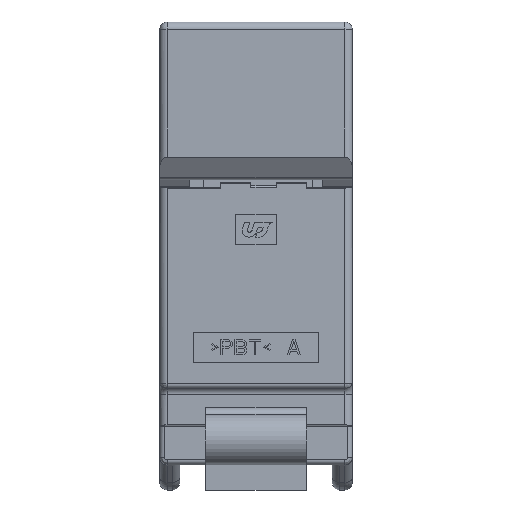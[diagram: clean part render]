
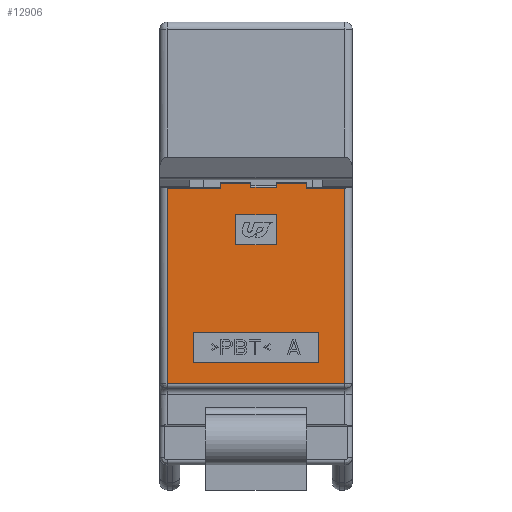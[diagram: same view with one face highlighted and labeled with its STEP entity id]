
A CAD part, front view. The second image highlights one B-rep face of the part: STEP entity #12906.
In plain terms, the highlighted planar face has unit normal (0, -1, 0).
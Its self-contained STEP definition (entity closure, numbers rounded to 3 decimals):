
#3468=CARTESIAN_POINT('',(3.55,-2.15,-6.65));
#3475=DIRECTION('',(1.,0.,0.));
#3476=VECTOR('',#3475,5.);
#3477=CARTESIAN_POINT('',(-2.5,-2.15,-13.6));
#3478=LINE('',#3477,#3476);
#3479=DIRECTION('',(0.,0.,1.));
#3480=VECTOR('',#3479,1.2);
#3481=CARTESIAN_POINT('',(2.5,-2.15,-13.6));
#3482=LINE('',#3481,#3480);
#3483=DIRECTION('',(-1.,0.,0.));
#3484=VECTOR('',#3483,5.);
#3485=CARTESIAN_POINT('',(2.5,-2.15,-12.4));
#3486=LINE('',#3485,#3484);
#3487=DIRECTION('',(0.,0.,-1.));
#3488=VECTOR('',#3487,1.2);
#3489=CARTESIAN_POINT('',(-2.5,-2.15,-12.4));
#3490=LINE('',#3489,#3488);
#3491=DIRECTION('',(1.,0.,0.));
#3492=VECTOR('',#3491,1.6);
#3493=CARTESIAN_POINT('',(-0.8,-2.15,-8.9));
#3494=LINE('',#3493,#3492);
#3495=DIRECTION('',(0.,0.,1.));
#3496=VECTOR('',#3495,1.2);
#3497=CARTESIAN_POINT('',(0.8,-2.15,-8.9));
#3498=LINE('',#3497,#3496);
#3499=DIRECTION('',(-1.,0.,0.));
#3500=VECTOR('',#3499,1.6);
#3501=CARTESIAN_POINT('',(0.8,-2.15,-7.7));
#3502=LINE('',#3501,#3500);
#3503=DIRECTION('',(0.,0.,-1.));
#3504=VECTOR('',#3503,1.2);
#3505=CARTESIAN_POINT('',(-0.8,-2.15,-7.7));
#3506=LINE('',#3505,#3504);
#3883=DIRECTION('',(-1.,0.,0.));
#3884=VECTOR('',#3883,1.2);
#3885=CARTESIAN_POINT('',(2.,-2.15,-6.45));
#3886=LINE('',#3885,#3884);
#3887=DIRECTION('',(-1.,0.,0.));
#3888=VECTOR('',#3887,1.55);
#3889=CARTESIAN_POINT('',(3.55,-2.15,-6.65));
#3890=LINE('',#3889,#3888);
#3891=DIRECTION('',(0.,0.,-1.));
#3892=VECTOR('',#3891,7.813);
#3893=CARTESIAN_POINT('',(3.55,-2.15,-6.65));
#3894=LINE('',#3893,#3892);
#3895=DIRECTION('',(1.,0.,0.));
#3896=VECTOR('',#3895,7.1);
#3897=CARTESIAN_POINT('',(-3.55,-2.15,
-14.463));
#3898=LINE('',#3897,#3896);
#3899=DIRECTION('',(0.,0.,1.));
#3900=VECTOR('',#3899,7.813);
#3901=CARTESIAN_POINT('',(-3.55,-2.15,
-14.463));
#3902=LINE('',#3901,#3900);
#3903=DIRECTION('',(-1.,0.,0.));
#3904=VECTOR('',#3903,2.15);
#3905=CARTESIAN_POINT('',(-1.4,-2.15,-6.65));
#3906=LINE('',#3905,#3904);
#3907=DIRECTION('',(-1.,0.,0.));
#3908=VECTOR('',#3907,1.2);
#3909=CARTESIAN_POINT('',(-0.2,-2.15,-6.45));
#3910=LINE('',#3909,#3908);
#3911=DIRECTION('',(-1.,0.,0.));
#3912=VECTOR('',#3911,1.);
#3913=CARTESIAN_POINT('',(0.8,-2.15,-6.6));
#3914=LINE('',#3913,#3912);
#5142=DIRECTION('',(0.,0.,-1.));
#5143=VECTOR('',#5142,0.15);
#5144=CARTESIAN_POINT('',(0.8,-2.15,-6.45));
#5145=LINE('',#5144,#5143);
#5162=DIRECTION('',(0.,0.,1.));
#5163=VECTOR('',#5162,0.2);
#5164=CARTESIAN_POINT('',(2.,-2.15,-6.65));
#5165=LINE('',#5164,#5163);
#5205=DIRECTION('',(0.,0.,1.));
#5206=VECTOR('',#5205,0.15);
#5207=CARTESIAN_POINT('',(-0.2,-2.15,-6.6));
#5208=LINE('',#5207,#5206);
#5231=DIRECTION('',(0.,0.,-1.));
#5232=VECTOR('',#5231,0.2);
#5233=CARTESIAN_POINT('',(-1.4,-2.15,-6.45));
#5234=LINE('',#5233,#5232);
#5248=CARTESIAN_POINT('',(-3.55,-2.15,-6.65));
#6618=CARTESIAN_POINT('',(-2.5,-2.15,-13.6));
#6619=CARTESIAN_POINT('',(2.5,-2.15,-13.6));
#6620=VERTEX_POINT('',#6618);
#6621=VERTEX_POINT('',#6619);
#6622=CARTESIAN_POINT('',(2.5,-2.15,-12.4));
#6623=VERTEX_POINT('',#6622);
#6624=CARTESIAN_POINT('',(-2.5,-2.15,-12.4));
#6625=VERTEX_POINT('',#6624);
#6626=CARTESIAN_POINT('',(-0.8,-2.15,-8.9));
#6627=CARTESIAN_POINT('',(0.8,-2.15,-8.9));
#6628=VERTEX_POINT('',#6626);
#6629=VERTEX_POINT('',#6627);
#6630=CARTESIAN_POINT('',(0.8,-2.15,-7.7));
#6631=VERTEX_POINT('',#6630);
#6632=CARTESIAN_POINT('',(-0.8,-2.15,-7.7));
#6633=VERTEX_POINT('',#6632);
#7100=CARTESIAN_POINT('',(-3.55,-2.15,
-14.463));
#7101=CARTESIAN_POINT('',(3.55,-2.15,
-14.463));
#7102=VERTEX_POINT('',#7100);
#7103=VERTEX_POINT('',#7101);
#7654=CARTESIAN_POINT('',(0.8,-2.15,-6.45));
#7656=VERTEX_POINT('',#7654);
#7660=CARTESIAN_POINT('',(2.,-2.15,-6.45));
#7661=VERTEX_POINT('',#7660);
#7662=CARTESIAN_POINT('',(-1.4,-2.15,-6.45));
#7664=VERTEX_POINT('',#7662);
#7668=CARTESIAN_POINT('',(-0.2,-2.15,-6.45));
#7669=VERTEX_POINT('',#7668);
#7674=CARTESIAN_POINT('',(0.8,-2.15,-6.6));
#7675=CARTESIAN_POINT('',(-0.2,-2.15,-6.6));
#7676=VERTEX_POINT('',#7674);
#7677=VERTEX_POINT('',#7675);
#7678=VERTEX_POINT('',#5248);
#7682=CARTESIAN_POINT('',(-1.4,-2.15,-6.65));
#7683=VERTEX_POINT('',#7682);
#7688=VERTEX_POINT('',#3468);
#7689=CARTESIAN_POINT('',(2.,-2.15,-6.65));
#7690=VERTEX_POINT('',#7689);
#12857=CARTESIAN_POINT('',(3.85,-2.15,-6.55));
#12858=DIRECTION('',(0.,-1.,0.));
#12859=DIRECTION('',(0.,0.,-1.));
#12860=AXIS2_PLACEMENT_3D('',#12857,#12858,#12859);
#12861=PLANE('',#12860);
#12863=ORIENTED_EDGE('',*,*,#12862,.F.);
#12865=ORIENTED_EDGE('',*,*,#12864,.F.);
#12866=ORIENTED_EDGE('',*,*,#12606,.F.);
#12867=ORIENTED_EDGE('',*,*,#12594,.T.);
#12869=ORIENTED_EDGE('',*,*,#12868,.F.);
#12871=ORIENTED_EDGE('',*,*,#12870,.T.);
#12873=ORIENTED_EDGE('',*,*,#12872,.F.);
#12875=ORIENTED_EDGE('',*,*,#12874,.F.);
#12877=ORIENTED_EDGE('',*,*,#12876,.F.);
#12879=ORIENTED_EDGE('',*,*,#12878,.F.);
#12881=ORIENTED_EDGE('',*,*,#12880,.F.);
#12883=ORIENTED_EDGE('',*,*,#12882,.F.);
#12884=EDGE_LOOP('',(#12863,#12865,#12866,#12867,#12869,#12871,#12873,#12875,
#12877,#12879,#12881,#12883));
#12885=FACE_OUTER_BOUND('',#12884,.F.);
#12887=ORIENTED_EDGE('',*,*,#12886,.T.);
#12889=ORIENTED_EDGE('',*,*,#12888,.T.);
#12891=ORIENTED_EDGE('',*,*,#12890,.T.);
#12893=ORIENTED_EDGE('',*,*,#12892,.T.);
#12894=EDGE_LOOP('',(#12887,#12889,#12891,#12893));
#12895=FACE_BOUND('',#12894,.F.);
#12897=ORIENTED_EDGE('',*,*,#12896,.T.);
#12899=ORIENTED_EDGE('',*,*,#12898,.T.);
#12901=ORIENTED_EDGE('',*,*,#12900,.T.);
#12903=ORIENTED_EDGE('',*,*,#12902,.T.);
#12904=EDGE_LOOP('',(#12897,#12899,#12901,#12903));
#12905=FACE_BOUND('',#12904,.F.);
#12906=ADVANCED_FACE('',(#12885,#12895,#12905),#12861,.T.);
#12594=EDGE_CURVE('',#7688,#7103,#3894,.T.);
#12606=EDGE_CURVE('',#7688,#7690,#3890,.T.);
#12862=EDGE_CURVE('',#7661,#7656,#3886,.T.);
#12864=EDGE_CURVE('',#7690,#7661,#5165,.T.);
#12868=EDGE_CURVE('',#7102,#7103,#3898,.T.);
#12870=EDGE_CURVE('',#7102,#7678,#3902,.T.);
#12872=EDGE_CURVE('',#7683,#7678,#3906,.T.);
#12874=EDGE_CURVE('',#7664,#7683,#5234,.T.);
#12876=EDGE_CURVE('',#7669,#7664,#3910,.T.);
#12878=EDGE_CURVE('',#7677,#7669,#5208,.T.);
#12880=EDGE_CURVE('',#7676,#7677,#3914,.T.);
#12882=EDGE_CURVE('',#7656,#7676,#5145,.T.);
#12886=EDGE_CURVE('',#6620,#6621,#3478,.T.);
#12888=EDGE_CURVE('',#6621,#6623,#3482,.T.);
#12890=EDGE_CURVE('',#6623,#6625,#3486,.T.);
#12892=EDGE_CURVE('',#6625,#6620,#3490,.T.);
#12896=EDGE_CURVE('',#6628,#6629,#3494,.T.);
#12898=EDGE_CURVE('',#6629,#6631,#3498,.T.);
#12900=EDGE_CURVE('',#6631,#6633,#3502,.T.);
#12902=EDGE_CURVE('',#6633,#6628,#3506,.T.);
